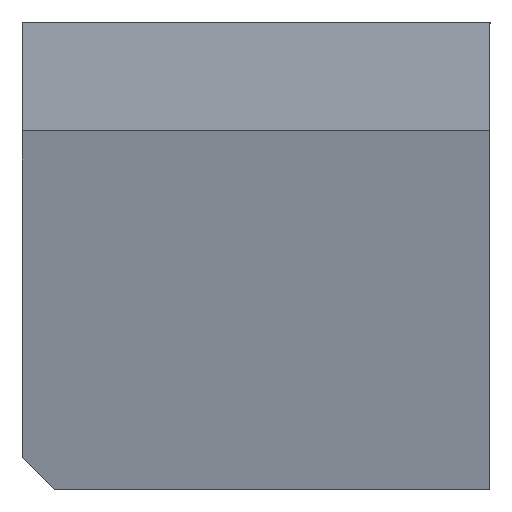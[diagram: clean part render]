
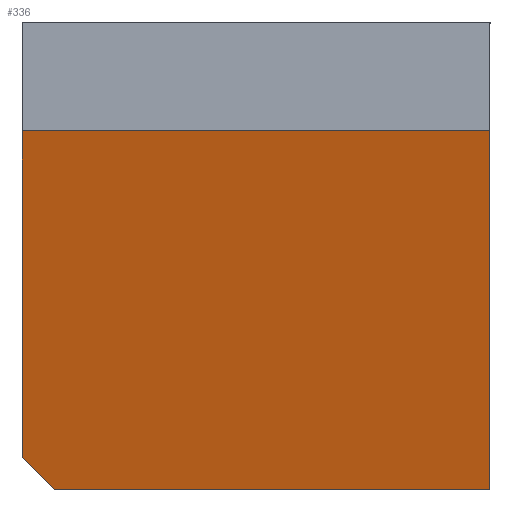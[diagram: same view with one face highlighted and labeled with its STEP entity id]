
A CAD part, left-side view. The second image highlights one B-rep face of the part: STEP entity #336.
In plain terms, the highlighted planar face has unit normal (-0.943, 0.334, 0).
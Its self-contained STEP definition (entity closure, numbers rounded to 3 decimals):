
#336=ADVANCED_FACE('NONE',(#820),#821,.F.);
#820=FACE_OUTER_BOUND('',#1449,.T.);
#821=PLANE('',#1450);
#1449=EDGE_LOOP('',(#2733,#2734,#2735,#2736,#2737));
#1450=AXIS2_PLACEMENT_3D('',#2738,#2739,#2740);
#2733=ORIENTED_EDGE('',*,*,#4382,.T.);
#2734=ORIENTED_EDGE('',*,*,#4536,.T.);
#2735=ORIENTED_EDGE('',*,*,#4537,.T.);
#2736=ORIENTED_EDGE('',*,*,#4372,.F.);
#2737=ORIENTED_EDGE('',*,*,#4538,.T.);
#2738=CARTESIAN_POINT('',(-5.143,-14.5,29.0));
#2739=DIRECTION('',(0.942,-0.334,0.0));
#2740=DIRECTION('',(0.0,0.0,-1.0));
#4372=EDGE_CURVE('NONE',#5493,#5495,#5496,.T.);
#4382=EDGE_CURVE('NONE',#5511,#5509,#5512,.T.);
#4536=EDGE_CURVE('NONE',#5509,#5768,#5769,.T.);
#4537=EDGE_CURVE('NONE',#5768,#5495,#5770,.T.);
#4538=EDGE_CURVE('NONE',#5493,#5511,#5771,.T.);
#5493=VERTEX_POINT('NONE',#7073);
#5495=VERTEX_POINT('NONE',#7076);
#5496=LINE('',#7077,#7078);
#5509=VERTEX_POINT('NONE',#7097);
#5511=VERTEX_POINT('NONE',#7100);
#5512=LINE('',#7101,#7102);
#5768=VERTEX_POINT('NONE',#7510);
#5769=LINE('',#7511,#7512);
#5770=LINE('',#7513,#7514);
#5771=LINE('',#7515,#7516);
#7073=CARTESIAN_POINT('',(-5.143,-14.5,22.25));
#7076=CARTESIAN_POINT('',(-5.143,-14.5,0.0));
#7077=CARTESIAN_POINT('',(-5.143,-14.5,29.0));
#7078=VECTOR('',#8226,1000.0);
#7097=CARTESIAN_POINT('',(5.143,14.5,2.));
#7100=CARTESIAN_POINT('',(5.143,14.5,22.25));
#7101=CARTESIAN_POINT('',(5.143,14.5,29.0));
#7102=VECTOR('',#8234,1000.0);
#7510=CARTESIAN_POINT('',(4.433,12.5,0.0));
#7511=CARTESIAN_POINT('',(5.143,14.5,2.));
#7512=VECTOR('',#8387,1000.0);
#7513=CARTESIAN_POINT('',(-5.143,-14.5,0.0));
#7514=VECTOR('',#8388,1000.0);
#7515=CARTESIAN_POINT('',(-5.143,-14.5,22.25));
#7516=VECTOR('',#8389,1000.0);
#8226=DIRECTION('',(-0.0,-0.0,-1.0));
#8234=DIRECTION('',(-0.0,-0.0,-1.0));
#8387=DIRECTION('',(-0.243,-0.686,-0.686));
#8388=DIRECTION('',(-0.334,-0.942,-0.0));
#8389=DIRECTION('',(0.334,0.942,0.0));
